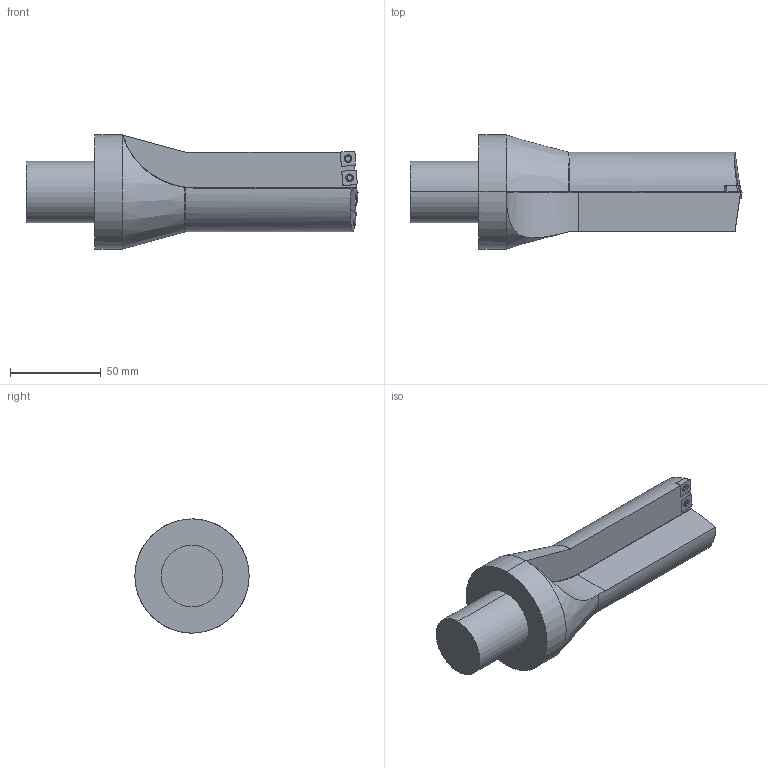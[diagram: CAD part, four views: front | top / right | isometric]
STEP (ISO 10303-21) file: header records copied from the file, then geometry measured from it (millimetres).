
FILE_DESCRIPTION((''),'2;1');
FILE_NAME('1087945096_ASM','2021-02-03T14:39:28',('thiemer'),(''),'CREO PARAMETRIC BY PTC INC, 2020053','CREO PARAMETRIC BY PTC INC, 2020053','');
FILE_SCHEMA(('AP242_MANAGED_MODEL_BASED_3D_ENGINEERING_MIM_LF { 1 0 10303 442 1 1 4 }'));
Length unit declared in the file: millimetre
Products named in the file (3): 1087945096NC; 1087945096C; 1087945096_ASM
Assembly tree (5 placements, depth 2):
  1087945096_ASM
    1087945096NC
    1087945096C  x4
Bounding box: 183 x 63 x 63 mm (x, y, z)
Volume: 219045.4 mm3; surface area: 33600.9 mm2
Topology: 5 solids, 5 shells, 122 faces, 440 edges, 330 vertices
Faces by surface type: plane 52, cylinder 46, torus 14, cone 10
Entity records: 4580 total; most frequent: CARTESIAN_POINT 691, DIRECTION 509, ORIENTED_EDGE 338, PRESENTATION_STYLE_ASSIGNMENT 291, STYLED_ITEM 291, CURVE_STYLE 288, VECTOR 183, LINE 183
